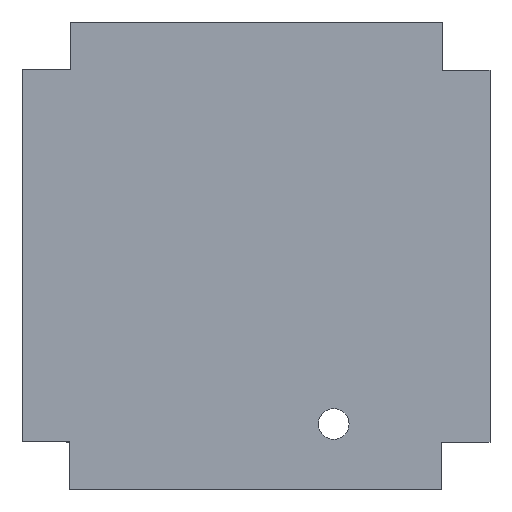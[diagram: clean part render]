
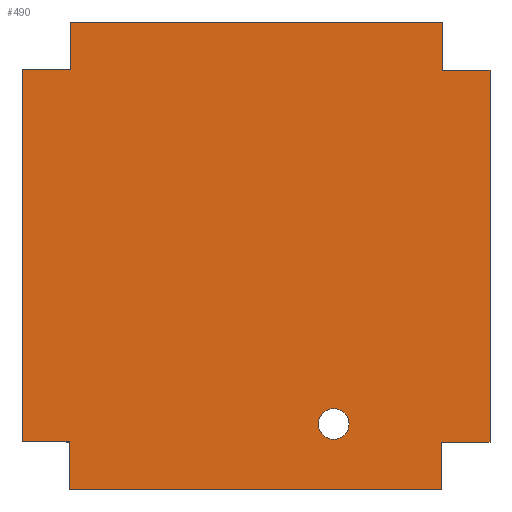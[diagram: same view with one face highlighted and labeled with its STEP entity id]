
A CAD part, top view. The second image highlights one B-rep face of the part: STEP entity #490.
In plain terms, the highlighted planar face has unit normal (0, 0, 1).
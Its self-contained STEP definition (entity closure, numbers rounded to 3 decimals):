
#22=CIRCLE('',#522,1.4);
#27=FACE_BOUND('',#85,.T.);
#55=FACE_OUTER_BOUND('',#84,.T.);
#84=EDGE_LOOP('',(#419,#420,#421,#422,#423,#424,#425,#426,#427,#428,#429,
#430));
#85=EDGE_LOOP('',(#431));
#122=LINE('',#743,#183);
#124=LINE('',#747,#185);
#125=LINE('',#750,#186);
#132=LINE('',#763,#193);
#133=LINE('',#765,#194);
#134=LINE('',#768,#195);
#138=LINE('',#775,#199);
#139=LINE('',#777,#200);
#140=LINE('',#780,#201);
#142=LINE('',#784,#203);
#147=LINE('',#793,#208);
#148=LINE('',#795,#209);
#183=VECTOR('',#609,10.);
#185=VECTOR('',#613,10.);
#186=VECTOR('',#616,10.);
#193=VECTOR('',#627,10.);
#194=VECTOR('',#630,10.);
#195=VECTOR('',#633,10.);
#199=VECTOR('',#639,10.);
#200=VECTOR('',#642,10.);
#201=VECTOR('',#645,10.);
#203=VECTOR('',#649,10.);
#208=VECTOR('',#658,10.);
#209=VECTOR('',#661,10.);
#226=VERTEX_POINT('',#719);
#232=VERTEX_POINT('',#737);
#234=VERTEX_POINT('',#741);
#235=VERTEX_POINT('',#745);
#236=VERTEX_POINT('',#749);
#239=VERTEX_POINT('',#759);
#240=VERTEX_POINT('',#761);
#241=VERTEX_POINT('',#767);
#242=VERTEX_POINT('',#771);
#243=VERTEX_POINT('',#773);
#244=VERTEX_POINT('',#779);
#245=VERTEX_POINT('',#783);
#247=VERTEX_POINT('',#791);
#272=EDGE_CURVE('',#226,#226,#22,.T.);
#284=EDGE_CURVE('',#234,#232,#122,.T.);
#286=EDGE_CURVE('',#234,#235,#124,.T.);
#287=EDGE_CURVE('',#232,#236,#125,.T.);
#294=EDGE_CURVE('',#240,#239,#132,.T.);
#295=EDGE_CURVE('',#240,#236,#133,.T.);
#296=EDGE_CURVE('',#239,#241,#134,.T.);
#300=EDGE_CURVE('',#243,#242,#138,.T.);
#301=EDGE_CURVE('',#243,#241,#139,.T.);
#302=EDGE_CURVE('',#242,#244,#140,.T.);
#304=EDGE_CURVE('',#245,#244,#142,.T.);
#309=EDGE_CURVE('',#245,#247,#147,.T.);
#310=EDGE_CURVE('',#247,#235,#148,.T.);
#419=ORIENTED_EDGE('',*,*,#302,.F.);
#420=ORIENTED_EDGE('',*,*,#300,.F.);
#421=ORIENTED_EDGE('',*,*,#301,.T.);
#422=ORIENTED_EDGE('',*,*,#296,.F.);
#423=ORIENTED_EDGE('',*,*,#294,.F.);
#424=ORIENTED_EDGE('',*,*,#295,.T.);
#425=ORIENTED_EDGE('',*,*,#287,.F.);
#426=ORIENTED_EDGE('',*,*,#284,.F.);
#427=ORIENTED_EDGE('',*,*,#286,.T.);
#428=ORIENTED_EDGE('',*,*,#310,.F.);
#429=ORIENTED_EDGE('',*,*,#309,.F.);
#430=ORIENTED_EDGE('',*,*,#304,.T.);
#431=ORIENTED_EDGE('',*,*,#272,.T.);
#462=PLANE('',#540);
#490=ADVANCED_FACE('',(#55,#27),#462,.T.);
#522=AXIS2_PLACEMENT_3D('',#720,#589,#590);
#540=AXIS2_PLACEMENT_3D('',#796,#662,#663);
#589=DIRECTION('center_axis',(0.,0.,-1.));
#590=DIRECTION('ref_axis',(-1.,0.,0.));
#609=DIRECTION('',(0.,1.,0.));
#613=DIRECTION('',(1.,0.,0.));
#616=DIRECTION('',(1.,0.,0.));
#627=DIRECTION('',(1.,0.,0.));
#630=DIRECTION('',(0.,-1.,0.));
#633=DIRECTION('',(0.,-1.,0.));
#639=DIRECTION('',(0.,-1.,0.));
#642=DIRECTION('',(-1.,0.,0.));
#645=DIRECTION('',(-1.,0.,0.));
#649=DIRECTION('',(0.,1.,0.));
#658=DIRECTION('',(-1.,0.,0.));
#661=DIRECTION('',(0.,1.,0.));
#662=DIRECTION('center_axis',(0.,0.,1.));
#663=DIRECTION('ref_axis',(1.,0.,0.));
#719=CARTESIAN_POINT('',(8.485,-15.306,0.));
#720=CARTESIAN_POINT('Origin',(7.085,-15.306,0.));
#737=CARTESIAN_POINT('',(-21.333,16.97,0.));
#741=CARTESIAN_POINT('',(-21.333,-16.95,0.));
#743=CARTESIAN_POINT('',(-21.333,-16.95,0.));
#745=CARTESIAN_POINT('',(-16.97,-16.95,0.));
#747=CARTESIAN_POINT('',(-21.333,-16.95,0.));
#749=CARTESIAN_POINT('',(-16.95,16.97,0.));
#750=CARTESIAN_POINT('',(-20.237,16.97,0.));
#759=CARTESIAN_POINT('',(16.97,21.333,0.));
#761=CARTESIAN_POINT('',(-16.95,21.333,0.));
#763=CARTESIAN_POINT('',(-16.95,21.333,0.));
#765=CARTESIAN_POINT('',(-16.95,21.333,0.));
#767=CARTESIAN_POINT('',(16.97,16.95,0.));
#768=CARTESIAN_POINT('',(16.97,20.237,0.));
#771=CARTESIAN_POINT('',(21.333,-16.97,0.));
#773=CARTESIAN_POINT('',(21.333,16.95,0.));
#775=CARTESIAN_POINT('',(21.333,16.95,0.));
#777=CARTESIAN_POINT('',(21.333,16.95,0.));
#779=CARTESIAN_POINT('',(16.95,-16.97,0.));
#780=CARTESIAN_POINT('',(20.237,-16.97,0.));
#783=CARTESIAN_POINT('',(16.95,-21.333,0.));
#784=CARTESIAN_POINT('',(16.95,-16.95,0.));
#791=CARTESIAN_POINT('',(-16.97,-21.333,0.));
#793=CARTESIAN_POINT('',(16.95,-21.333,0.));
#795=CARTESIAN_POINT('',(-16.97,-20.237,0.));
#796=CARTESIAN_POINT('Origin',(0.,0.,0.));
